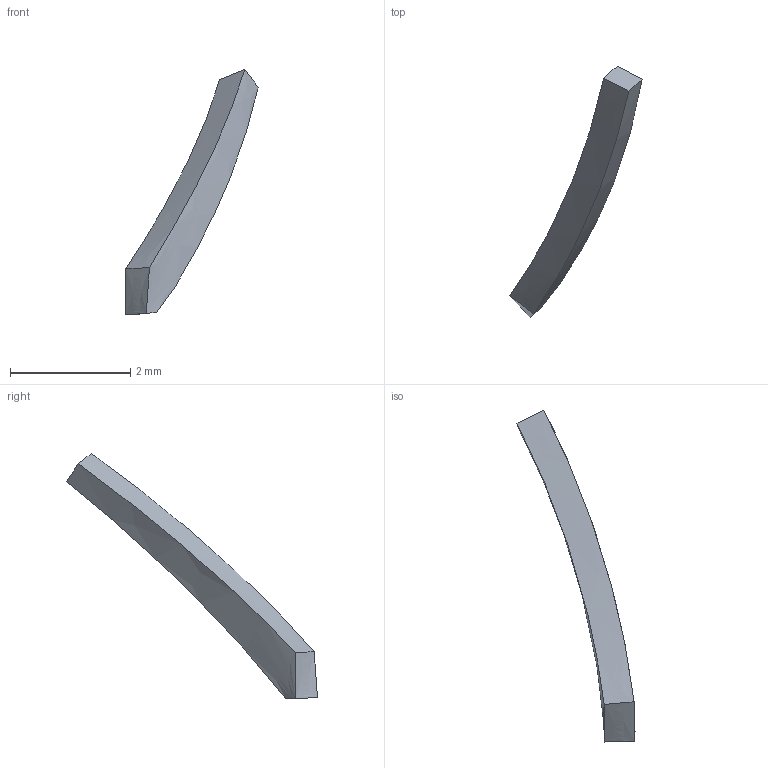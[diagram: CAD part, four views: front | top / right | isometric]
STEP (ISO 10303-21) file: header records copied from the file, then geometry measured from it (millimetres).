
FILE_DESCRIPTION(/* description */ (''),/* implementation_level */ '2;1');
FILE_NAME(/* name */ 'Alucubond_untersicht_freierfall.stp',/* time_stamp */ '2014-03-19T14:00:49+01:00',/* author */ ('CAD Fleischer'),/* organization */ (''),/* preprocessor_version */ 'ST-DEVELOPER v15.2',/* originating_system */ 'Autodesk Inventor 2014',/* authorisation */ '');
FILE_SCHEMA (('AUTOMOTIVE_DESIGN { 1 0 10303 214 3 1 1 }'));
Length unit declared in the file: millimetre
Products named in the file (1): Alucubond_untersicht_freierfall
Bounding box: 2.2 x 4.17 x 4.07 mm (x, y, z)
Volume: 1.6 mm3; surface area: 15.5 mm2
Topology: 1 solids, 2 shells, 8 faces, 20 edges, 15 vertices
Faces by surface type: bspline 8
Entity records: 6480 total; most frequent: CARTESIAN_POINT 6313, ORIENTED_EDGE 35, EDGE_CURVE 20, B_SPLINE_CURVE_WITH_KNOTS 15, VERTEX_POINT 15, FACE_OUTER_BOUND 8, EDGE_LOOP 8, B_SPLINE_SURFACE_WITH_KNOTS 8
